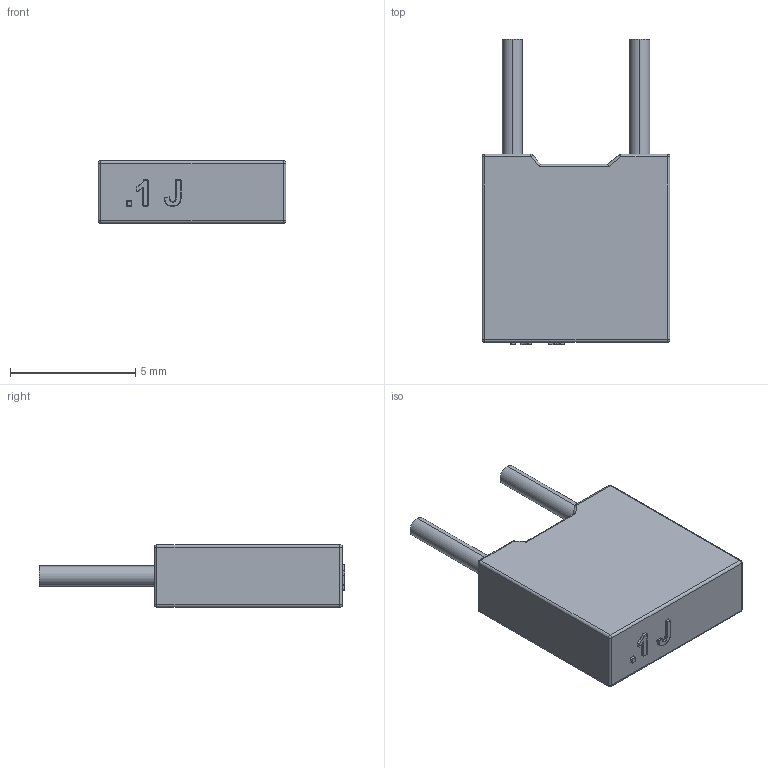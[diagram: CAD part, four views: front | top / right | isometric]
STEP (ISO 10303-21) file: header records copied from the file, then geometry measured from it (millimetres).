
FILE_DESCRIPTION (( 'STEP AP214' ), '1' );
FILE_NAME ('User Library-100n.STEP', '2010-11-26T21:07:15', ( 'sysAdmin' ), ( 'SolidWorks' ), 'SwSTEP 2.0', 'SolidWorks 2011', '' );
FILE_SCHEMA (( 'AUTOMOTIVE_DESIGN' ));
Length unit declared in the file: millimetre
Products named in the file (1): User Library-100n
Bounding box: 7.5 x 12.2 x 2.5 mm (x, y, z)
Volume: 139.3 mm3; surface area: 212.2 mm2
Topology: 2 solids, 2 shells, 201 faces, 464 edges, 236 vertices
Faces by surface type: cylinder 84, plane 36, sphere 34, bspline 24, torus 23
Entity records: 8099 total; most frequent: CARTESIAN_POINT 1665, DIRECTION 940, ORIENTED_EDGE 862, EDGE_CURVE 431, AXIS2_PLACEMENT_3D 380, VERTEX_POINT 238, EDGE_LOOP 205, CIRCLE 203
